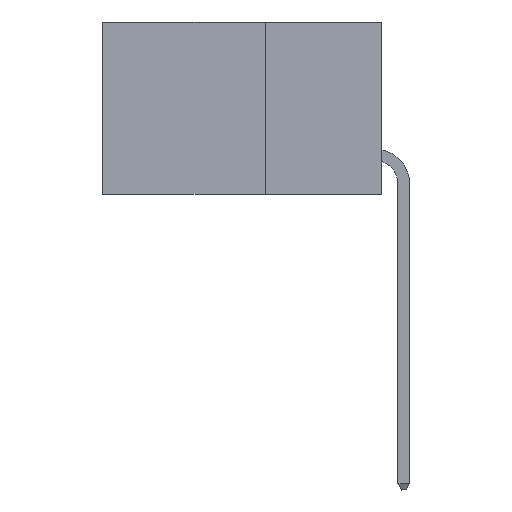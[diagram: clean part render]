
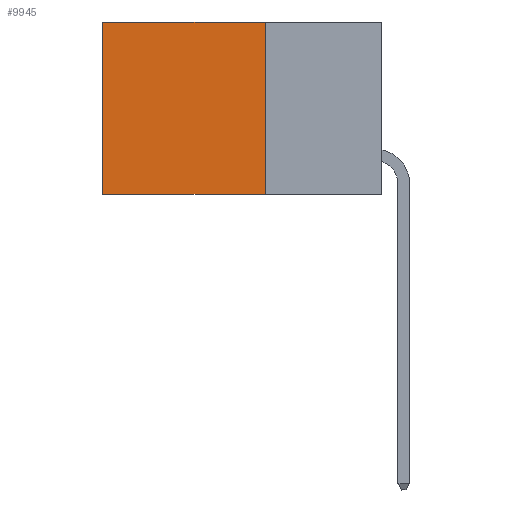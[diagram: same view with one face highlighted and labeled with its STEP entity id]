
A CAD part, left-side view. The second image highlights one B-rep face of the part: STEP entity #9945.
In plain terms, the highlighted planar face has unit normal (-1, 0, 0).
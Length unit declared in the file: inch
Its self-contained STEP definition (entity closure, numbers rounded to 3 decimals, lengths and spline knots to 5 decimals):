
#24 = VERTEX_POINT ( 'NONE', #2842 ) ;
#332 = DIRECTION ( 'NONE',  ( 0., 0., -1. ) ) ;
#643 = CARTESIAN_POINT ( 'NONE',  ( 0.2875, 0.25, -0.37 ) ) ;
#843 = EDGE_CURVE ( 'NONE', #2891, #1354, #10271, .T. ) ;
#946 = CARTESIAN_POINT ( 'NONE',  ( 0.2875, 0.25, 0. ) ) ;
#1337 = LINE ( 'NONE', #2040, #1469 ) ;
#1354 = VERTEX_POINT ( 'NONE', #9047 ) ;
#1469 = VECTOR ( 'NONE', #1935, 39.37008 ) ;
#1935 = DIRECTION ( 'NONE',  ( 0., 1., 0. ) ) ;
#2040 = CARTESIAN_POINT ( 'NONE',  ( 0.2875, 0.25, -0.37 ) ) ;
#2838 = ORIENTED_EDGE ( 'NONE', *, *, #8418, .F. ) ;
#2842 = CARTESIAN_POINT ( 'NONE',  ( 0.2875, 0.6, -0.37 ) ) ;
#2891 = VERTEX_POINT ( 'NONE', #946 ) ;
#2894 = ORIENTED_EDGE ( 'NONE', *, *, #843, .T. ) ;
#3011 = DIRECTION ( 'NONE',  ( 0., 0., -1. ) ) ;
#3024 = VECTOR ( 'NONE', #3011, 39.37008 ) ;
#3032 = ORIENTED_EDGE ( 'NONE', *, *, #7767, .F. ) ;
#3548 = CARTESIAN_POINT ( 'NONE',  ( 0.2875, 0.25, 0. ) ) ;
#4103 = EDGE_LOOP ( 'NONE', ( #6349, #3032, #2838, #2894 ) ) ;
#4179 = AXIS2_PLACEMENT_3D ( 'NONE', #3548, #5270, #8858 ) ;
#5114 = FACE_OUTER_BOUND ( 'NONE', #4103, .T. ) ;
#5270 = DIRECTION ( 'NONE',  ( 1., 0., 0. ) ) ;
#5961 = LINE ( 'NONE', #10659, #7857 ) ;
#6259 = EDGE_CURVE ( 'NONE', #1354, #24, #7231, .T. ) ;
#6349 = ORIENTED_EDGE ( 'NONE', *, *, #6259, .T. ) ;
#6562 = CARTESIAN_POINT ( 'NONE',  ( 0.2875, 0.6, 0. ) ) ;
#7231 = LINE ( 'NONE', #6562, #3024 ) ;
#7535 = CARTESIAN_POINT ( 'NONE',  ( 0.2875, 0.25, 0. ) ) ;
#7767 = EDGE_CURVE ( 'NONE', #10576, #24, #1337, .T. ) ;
#7857 = VECTOR ( 'NONE', #332, 39.37008 ) ;
#8283 = DIRECTION ( 'NONE',  ( 0., 1., 0. ) ) ;
#8418 = EDGE_CURVE ( 'NONE', #2891, #10576, #5961, .T. ) ;
#8631 = VECTOR ( 'NONE', #8283, 39.37008 ) ;
#8749 = PLANE ( 'NONE',  #4179 ) ;
#8858 = DIRECTION ( 'NONE',  ( 0., 0., -1. ) ) ;
#9047 = CARTESIAN_POINT ( 'NONE',  ( 0.2875, 0.6, 0. ) ) ;
#9945 = ADVANCED_FACE ( 'NONE', ( #5114 ), #8749, .F. ) ;
#10271 = LINE ( 'NONE', #7535, #8631 ) ;
#10576 = VERTEX_POINT ( 'NONE', #643 ) ;
#10659 = CARTESIAN_POINT ( 'NONE',  ( 0.2875, 0.25, 0. ) ) ;
